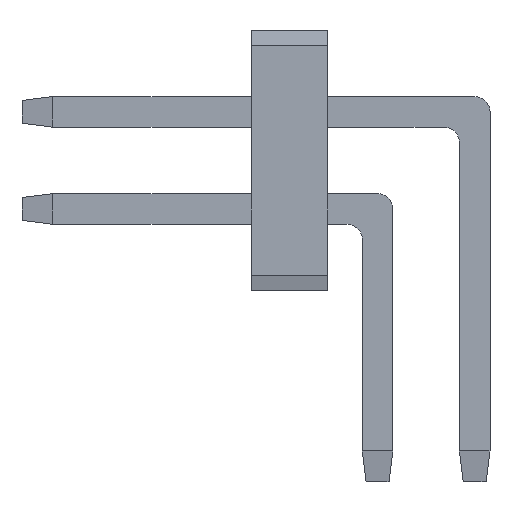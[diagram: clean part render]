
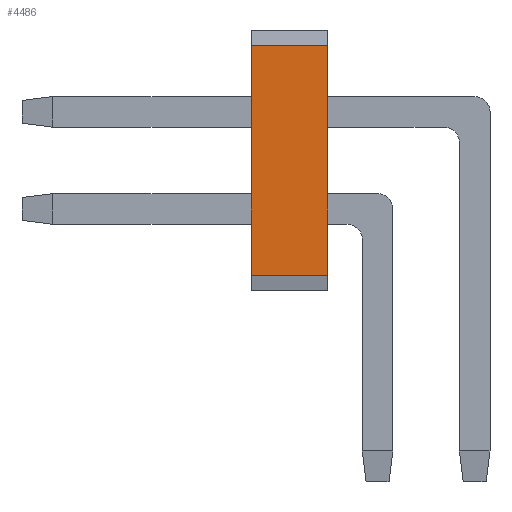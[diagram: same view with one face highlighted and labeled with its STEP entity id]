
A CAD part, left-side view. The second image highlights one B-rep face of the part: STEP entity #4486.
In plain terms, the highlighted planar face has unit normal (-1, 0, 0).
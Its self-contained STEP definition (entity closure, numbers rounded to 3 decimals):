
#991 = PLANE('',#992);
#992 = AXIS2_PLACEMENT_3D('',#993,#994,#995);
#993 = CARTESIAN_POINT('',(-17.328,1.33,0.183));
#994 = DIRECTION('',(0.,1.,0.));
#995 = DIRECTION('',(0.,0.,1.));
#2256 = VERTEX_POINT('',#2257);
#2257 = CARTESIAN_POINT('',(-1.905,1.33,3.25));
#2271 = PLANE('',#2272);
#2272 = AXIS2_PLACEMENT_3D('',#2273,#2274,#2275);
#2273 = CARTESIAN_POINT('',(-1.905,1.33,3.25));
#2274 = DIRECTION('',(0.,0.,-1.));
#2275 = DIRECTION('',(0.,1.,0.));
#2283 = EDGE_CURVE('',#2256,#2284,#2286,.T.);
#2284 = VERTEX_POINT('',#2285);
#2285 = CARTESIAN_POINT('',(-1.905,1.33,0.25));
#2286 = SURFACE_CURVE('',#2287,(#2291,#2298),.PCURVE_S1.);
#2287 = LINE('',#2288,#2289);
#2288 = CARTESIAN_POINT('',(-1.905,1.33,0.183));
#2289 = VECTOR('',#2290,1.);
#2290 = DIRECTION('',(0.,0.,-1.));
#2291 = PCURVE('',#991,#2292);
#2292 = DEFINITIONAL_REPRESENTATION('',(#2293),#2297);
#2293 = LINE('',#2294,#2295);
#2294 = CARTESIAN_POINT('',(0.,15.423));
#2295 = VECTOR('',#2296,1.);
#2296 = DIRECTION('',(-1.,0.));
#2297 = ( GEOMETRIC_REPRESENTATION_CONTEXT(2) 
PARAMETRIC_REPRESENTATION_CONTEXT() REPRESENTATION_CONTEXT('2D SPACE',''
  ) );
#2298 = PCURVE('',#2299,#2304);
#2299 = PLANE('',#2300);
#2300 = AXIS2_PLACEMENT_3D('',#2301,#2302,#2303);
#2301 = CARTESIAN_POINT('',(-1.905,1.83,1.75));
#2302 = DIRECTION('',(1.,0.,0.));
#2303 = DIRECTION('',(0.,1.,0.));
#2304 = DEFINITIONAL_REPRESENTATION('',(#2305),#2309);
#2305 = LINE('',#2306,#2307);
#2306 = CARTESIAN_POINT('',(-0.5,-1.567));
#2307 = VECTOR('',#2308,1.);
#2308 = DIRECTION('',(0.,-1.));
#2309 = ( GEOMETRIC_REPRESENTATION_CONTEXT(2) 
PARAMETRIC_REPRESENTATION_CONTEXT() REPRESENTATION_CONTEXT('2D SPACE',''
  ) );
#2327 = PLANE('',#2328);
#2328 = AXIS2_PLACEMENT_3D('',#2329,#2330,#2331);
#2329 = CARTESIAN_POINT('',(-1.905,1.33,0.25));
#2330 = DIRECTION('',(0.,0.,1.));
#2331 = DIRECTION('',(0.,-1.,0.));
#3746 = PLANE('',#3747);
#3747 = AXIS2_PLACEMENT_3D('',#3748,#3749,#3750);
#3748 = CARTESIAN_POINT('',(-17.345,2.33,0.25));
#3749 = DIRECTION('',(0.,1.,0.));
#3750 = DIRECTION('',(0.,0.,1.));
#4444 = VERTEX_POINT('',#4445);
#4445 = CARTESIAN_POINT('',(-1.905,2.33,3.25));
#4466 = EDGE_CURVE('',#2256,#4444,#4467,.T.);
#4467 = SURFACE_CURVE('',#4468,(#4472,#4479),.PCURVE_S1.);
#4468 = LINE('',#4469,#4470);
#4469 = CARTESIAN_POINT('',(-1.905,1.33,3.25));
#4470 = VECTOR('',#4471,1.);
#4471 = DIRECTION('',(0.,1.,0.));
#4472 = PCURVE('',#2271,#4473);
#4473 = DEFINITIONAL_REPRESENTATION('',(#4474),#4478);
#4474 = LINE('',#4475,#4476);
#4475 = CARTESIAN_POINT('',(0.,0.));
#4476 = VECTOR('',#4477,1.);
#4477 = DIRECTION('',(1.,0.));
#4478 = ( GEOMETRIC_REPRESENTATION_CONTEXT(2) 
PARAMETRIC_REPRESENTATION_CONTEXT() REPRESENTATION_CONTEXT('2D SPACE',''
  ) );
#4479 = PCURVE('',#2299,#4480);
#4480 = DEFINITIONAL_REPRESENTATION('',(#4481),#4485);
#4481 = LINE('',#4482,#4483);
#4482 = CARTESIAN_POINT('',(-0.5,1.5));
#4483 = VECTOR('',#4484,1.);
#4484 = DIRECTION('',(1.,0.));
#4485 = ( GEOMETRIC_REPRESENTATION_CONTEXT(2) 
PARAMETRIC_REPRESENTATION_CONTEXT() REPRESENTATION_CONTEXT('2D SPACE',''
  ) );
#4486 = ADVANCED_FACE('',(#4487),#2299,.F.);
#4487 = FACE_BOUND('',#4488,.T.);
#4488 = EDGE_LOOP('',(#4489,#4512,#4513,#4514));
#4489 = ORIENTED_EDGE('',*,*,#4490,.T.);
#4490 = EDGE_CURVE('',#4491,#2284,#4493,.T.);
#4491 = VERTEX_POINT('',#4492);
#4492 = CARTESIAN_POINT('',(-1.905,2.33,0.25));
#4493 = SURFACE_CURVE('',#4494,(#4498,#4505),.PCURVE_S1.);
#4494 = LINE('',#4495,#4496);
#4495 = CARTESIAN_POINT('',(-1.905,1.33,0.25));
#4496 = VECTOR('',#4497,1.);
#4497 = DIRECTION('',(0.,-1.,0.));
#4498 = PCURVE('',#2299,#4499);
#4499 = DEFINITIONAL_REPRESENTATION('',(#4500),#4504);
#4500 = LINE('',#4501,#4502);
#4501 = CARTESIAN_POINT('',(-0.5,-1.5));
#4502 = VECTOR('',#4503,1.);
#4503 = DIRECTION('',(-1.,0.));
#4504 = ( GEOMETRIC_REPRESENTATION_CONTEXT(2) 
PARAMETRIC_REPRESENTATION_CONTEXT() REPRESENTATION_CONTEXT('2D SPACE',''
  ) );
#4505 = PCURVE('',#2327,#4506);
#4506 = DEFINITIONAL_REPRESENTATION('',(#4507),#4511);
#4507 = LINE('',#4508,#4509);
#4508 = CARTESIAN_POINT('',(0.,0.));
#4509 = VECTOR('',#4510,1.);
#4510 = DIRECTION('',(1.,0.));
#4511 = ( GEOMETRIC_REPRESENTATION_CONTEXT(2) 
PARAMETRIC_REPRESENTATION_CONTEXT() REPRESENTATION_CONTEXT('2D SPACE',''
  ) );
#4512 = ORIENTED_EDGE('',*,*,#2283,.F.);
#4513 = ORIENTED_EDGE('',*,*,#4466,.T.);
#4514 = ORIENTED_EDGE('',*,*,#4515,.F.);
#4515 = EDGE_CURVE('',#4491,#4444,#4516,.T.);
#4516 = SURFACE_CURVE('',#4517,(#4521,#4528),.PCURVE_S1.);
#4517 = LINE('',#4518,#4519);
#4518 = CARTESIAN_POINT('',(-1.905,2.33,0.25));
#4519 = VECTOR('',#4520,1.);
#4520 = DIRECTION('',(0.,0.,1.));
#4521 = PCURVE('',#2299,#4522);
#4522 = DEFINITIONAL_REPRESENTATION('',(#4523),#4527);
#4523 = LINE('',#4524,#4525);
#4524 = CARTESIAN_POINT('',(0.5,-1.5));
#4525 = VECTOR('',#4526,1.);
#4526 = DIRECTION('',(0.,1.));
#4527 = ( GEOMETRIC_REPRESENTATION_CONTEXT(2) 
PARAMETRIC_REPRESENTATION_CONTEXT() REPRESENTATION_CONTEXT('2D SPACE',''
  ) );
#4528 = PCURVE('',#3746,#4529);
#4529 = DEFINITIONAL_REPRESENTATION('',(#4530),#4534);
#4530 = LINE('',#4531,#4532);
#4531 = CARTESIAN_POINT('',(0.,15.44));
#4532 = VECTOR('',#4533,1.);
#4533 = DIRECTION('',(1.,0.));
#4534 = ( GEOMETRIC_REPRESENTATION_CONTEXT(2) 
PARAMETRIC_REPRESENTATION_CONTEXT() REPRESENTATION_CONTEXT('2D SPACE',''
  ) );
